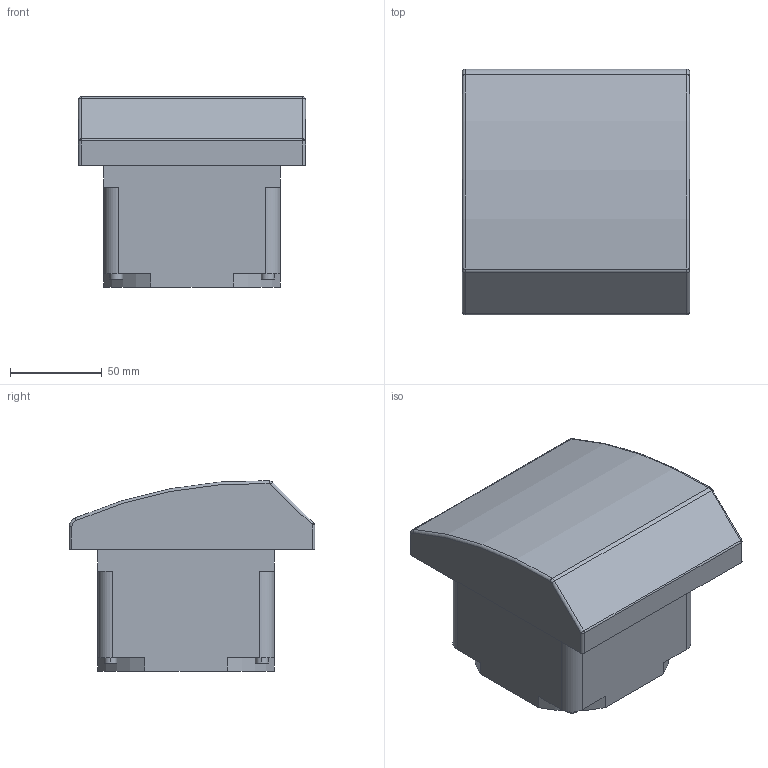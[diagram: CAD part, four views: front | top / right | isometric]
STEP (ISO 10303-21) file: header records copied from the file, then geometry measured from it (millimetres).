
FILE_DESCRIPTION (( 'STEP AP214' ), '1' );
FILE_NAME ('YCE-FF-021-55.STEP', '2024-06-06T12:54:20', ( '' ), ( '' ), 'SwSTEP 2.0', 'SolidWorks 2022', '' );
FILE_SCHEMA (( 'AUTOMOTIVE_DESIGN' ));
Length unit declared in the file: millimetre
Products named in the file (1): YCE-FF-021-55
Bounding box: 124 x 134 x 104 mm (x, y, z)
Volume: 1107915.5 mm3; surface area: 71455 mm2
Topology: 1 solids, 1 shells, 75 faces, 174 edges, 110 vertices
Faces by surface type: cylinder 38, plane 29, torus 6, sphere 2
Entity records: 2174 total; most frequent: DIRECTION 410, CARTESIAN_POINT 358, ORIENTED_EDGE 344, EDGE_CURVE 172, AXIS2_PLACEMENT_3D 162, VERTEX_POINT 110, CIRCLE 86, LINE 86
